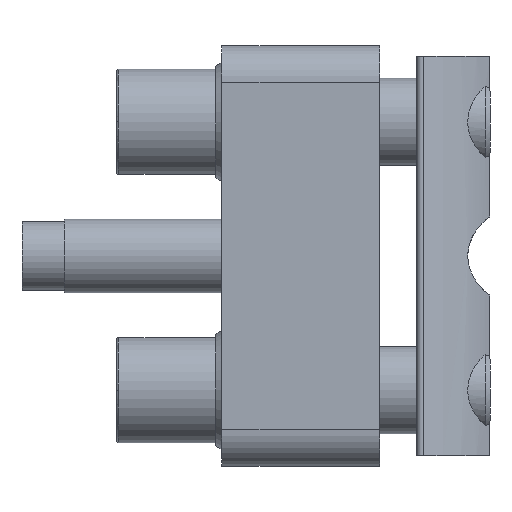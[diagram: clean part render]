
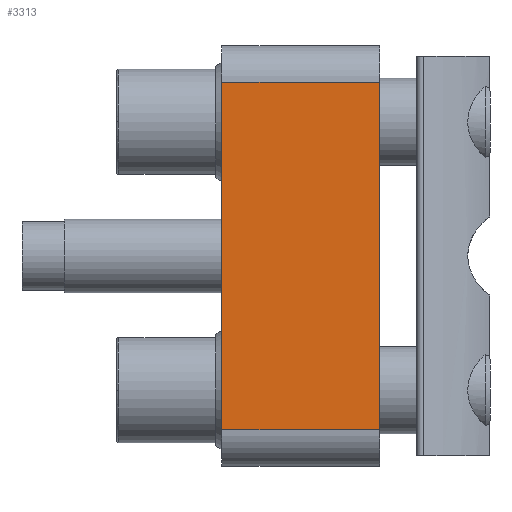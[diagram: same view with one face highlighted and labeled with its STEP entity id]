
A CAD part, front view. The second image highlights one B-rep face of the part: STEP entity #3313.
In plain terms, the highlighted planar face has unit normal (0, -1, 0).
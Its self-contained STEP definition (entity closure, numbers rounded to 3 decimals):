
#284 = LINE ( 'NONE', #1732, #2343 ) ;
#334 = PLANE ( 'NONE',  #3231 ) ;
#724 = LINE ( 'NONE', #1991, #6092 ) ;
#832 = DIRECTION ( 'NONE',  ( 1., 0., 0. ) ) ;
#915 = DIRECTION ( 'NONE',  ( 0., 0., -1. ) ) ;
#982 = ORIENTED_EDGE ( 'NONE', *, *, #1091, .F. ) ;
#1050 = VECTOR ( 'NONE', #832, 1000. ) ;
#1091 = EDGE_CURVE ( 'NONE', #3073, #4394, #284, .T. ) ;
#1203 = EDGE_CURVE ( 'NONE', #4394, #3768, #2269, .T. ) ;
#1289 = DIRECTION ( 'NONE',  ( 0., 1., 0. ) ) ;
#1484 = LINE ( 'NONE', #1915, #6172 ) ;
#1732 = CARTESIAN_POINT ( 'NONE',  ( -18.5, -20., 16.5 ) ) ;
#1758 = DIRECTION ( 'NONE',  ( 0., 0., 1. ) ) ;
#1795 = CARTESIAN_POINT ( 'NONE',  ( -3.5, -20., 16.5 ) ) ;
#1915 = CARTESIAN_POINT ( 'NONE',  ( -3.5, -20., -16.5 ) ) ;
#1924 = FACE_OUTER_BOUND ( 'NONE', #2605, .T. ) ;
#1991 = CARTESIAN_POINT ( 'NONE',  ( -3.5, -20., -16.5 ) ) ;
#2269 = LINE ( 'NONE', #1795, #1050 ) ;
#2343 = VECTOR ( 'NONE', #5581, 1000. ) ;
#2583 = EDGE_CURVE ( 'NONE', #4316, #3073, #724, .T. ) ;
#2605 = EDGE_LOOP ( 'NONE', ( #5243, #4522, #5539, #982 ) ) ;
#2699 = CARTESIAN_POINT ( 'NONE',  ( -3.5, -20., 16.5 ) ) ;
#3073 = VERTEX_POINT ( 'NONE', #4455 ) ;
#3231 = AXIS2_PLACEMENT_3D ( 'NONE', #2699, #1289, #1758 ) ;
#3313 = ADVANCED_FACE ( 'NONE', ( #1924 ), #334, .F. ) ;
#3492 = CARTESIAN_POINT ( 'NONE',  ( -18.5, -20., 16.5 ) ) ;
#3768 = VERTEX_POINT ( 'NONE', #5096 ) ;
#4294 = CARTESIAN_POINT ( 'NONE',  ( -3.5, -20., -16.5 ) ) ;
#4316 = VERTEX_POINT ( 'NONE', #4294 ) ;
#4394 = VERTEX_POINT ( 'NONE', #3492 ) ;
#4455 = CARTESIAN_POINT ( 'NONE',  ( -18.5, -20., -16.5 ) ) ;
#4522 = ORIENTED_EDGE ( 'NONE', *, *, #5382, .F. ) ;
#5096 = CARTESIAN_POINT ( 'NONE',  ( -3.5, -20., 16.5 ) ) ;
#5243 = ORIENTED_EDGE ( 'NONE', *, *, #2583, .F. ) ;
#5369 = DIRECTION ( 'NONE',  ( -1., 0., 0. ) ) ;
#5382 = EDGE_CURVE ( 'NONE', #3768, #4316, #1484, .T. ) ;
#5539 = ORIENTED_EDGE ( 'NONE', *, *, #1203, .F. ) ;
#5581 = DIRECTION ( 'NONE',  ( 0., 0., 1. ) ) ;
#6092 = VECTOR ( 'NONE', #5369, 1000. ) ;
#6172 = VECTOR ( 'NONE', #915, 1000. ) ;
